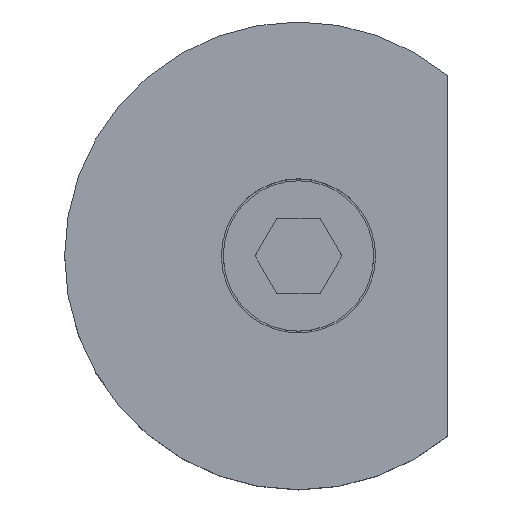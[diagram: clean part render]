
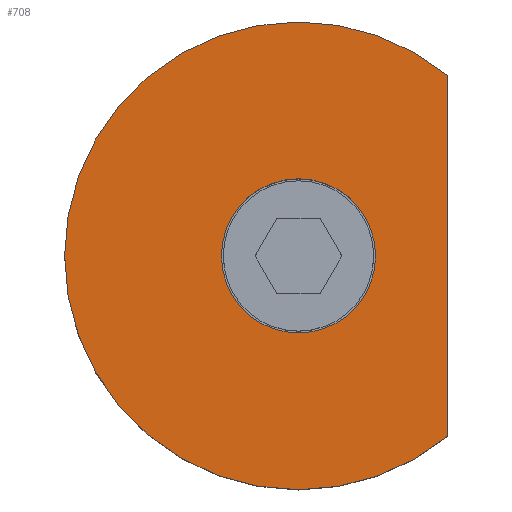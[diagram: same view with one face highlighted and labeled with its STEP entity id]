
A CAD part, top view. The second image highlights one B-rep face of the part: STEP entity #708.
In plain terms, the highlighted planar face has unit normal (0, 0, 1).
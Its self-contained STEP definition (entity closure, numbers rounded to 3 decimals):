
#6 = DIRECTION ( 'NONE',  ( 0., 1., 0. ) ) ;
#8 = CARTESIAN_POINT ( 'NONE',  ( 0., -4.102, 6.35 ) ) ;
#73 = EDGE_CURVE ( 'NONE', #679, #785, #995, .T. ) ;
#76 = EDGE_LOOP ( 'NONE', ( #796, #471 ) ) ;
#123 = CARTESIAN_POINT ( 'NONE',  ( 0., 0., 6.35 ) ) ;
#156 = PLANE ( 'NONE',  #962 ) ;
#165 = FACE_BOUND ( 'NONE', #76, .T. ) ;
#196 = EDGE_CURVE ( 'NONE', #996, #679, #397, .T. ) ;
#213 = EDGE_CURVE ( 'NONE', #785, #967, #1018, .T. ) ;
#224 = CARTESIAN_POINT ( 'NONE',  ( 0., 4.102, 6.35 ) ) ;
#238 = FACE_OUTER_BOUND ( 'NONE', #324, .T. ) ;
#259 = AXIS2_PLACEMENT_3D ( 'NONE', #346, #841, #1013 ) ;
#261 = DIRECTION ( 'NONE',  ( 0., 0., 1. ) ) ;
#300 = CARTESIAN_POINT ( 'NONE',  ( 0., 0., 6.35 ) ) ;
#309 = DIRECTION ( 'NONE',  ( 0., 0., 1. ) ) ;
#324 = EDGE_LOOP ( 'NONE', ( #621, #696, #1056, #452 ) ) ;
#341 = VECTOR ( 'NONE', #6, 1000. ) ;
#346 = CARTESIAN_POINT ( 'NONE',  ( 0., 0., 6.35 ) ) ;
#373 = EDGE_CURVE ( 'NONE', #967, #996, #882, .T. ) ;
#397 = CIRCLE ( 'NONE', #571, 12.446 ) ;
#411 = CARTESIAN_POINT ( 'NONE',  ( 0., 12.446, 6.35 ) ) ;
#452 = ORIENTED_EDGE ( 'NONE', *, *, #213, .T. ) ;
#471 = ORIENTED_EDGE ( 'NONE', *, *, #575, .F. ) ;
#480 = DIRECTION ( 'NONE',  ( 0., -1., 0. ) ) ;
#493 = DIRECTION ( 'NONE',  ( 0., -1., 0. ) ) ;
#499 = CARTESIAN_POINT ( 'NONE',  ( 7.925, 0., 6.35 ) ) ;
#536 = CARTESIAN_POINT ( 'NONE',  ( 7.925, -9.597, 6.35 ) ) ;
#538 = CIRCLE ( 'NONE', #838, 4.102 ) ;
#544 = DIRECTION ( 'NONE',  ( 0., -1., 0. ) ) ;
#571 = AXIS2_PLACEMENT_3D ( 'NONE', #806, #261, #493 ) ;
#575 = EDGE_CURVE ( 'NONE', #724, #987, #720, .T. ) ;
#621 = ORIENTED_EDGE ( 'NONE', *, *, #373, .T. ) ;
#644 = CARTESIAN_POINT ( 'NONE',  ( 7.925, 9.597, 6.35 ) ) ;
#678 = DIRECTION ( 'NONE',  ( 0., 0., 1. ) ) ;
#679 = VERTEX_POINT ( 'NONE', #783 ) ;
#696 = ORIENTED_EDGE ( 'NONE', *, *, #196, .T. ) ;
#702 = AXIS2_PLACEMENT_3D ( 'NONE', #880, #979, #480 ) ;
#708 = ADVANCED_FACE ( 'NONE', ( #165, #238 ), #156, .T. ) ;
#720 = CIRCLE ( 'NONE', #730, 4.102 ) ;
#724 = VERTEX_POINT ( 'NONE', #224 ) ;
#730 = AXIS2_PLACEMENT_3D ( 'NONE', #123, #678, #934 ) ;
#739 = EDGE_CURVE ( 'NONE', #987, #724, #538, .T. ) ;
#783 = CARTESIAN_POINT ( 'NONE',  ( 0., -12.446, 6.35 ) ) ;
#785 = VERTEX_POINT ( 'NONE', #536 ) ;
#796 = ORIENTED_EDGE ( 'NONE', *, *, #739, .F. ) ;
#806 = CARTESIAN_POINT ( 'NONE',  ( 0., 0., 6.35 ) ) ;
#838 = AXIS2_PLACEMENT_3D ( 'NONE', #300, #1033, #1044 ) ;
#841 = DIRECTION ( 'NONE',  ( 0., 0., 1. ) ) ;
#880 = CARTESIAN_POINT ( 'NONE',  ( 0., 0., 6.35 ) ) ;
#882 = CIRCLE ( 'NONE', #259, 12.446 ) ;
#934 = DIRECTION ( 'NONE',  ( 0., -1., 0. ) ) ;
#958 = CARTESIAN_POINT ( 'NONE',  ( 0., 0., 6.35 ) ) ;
#962 = AXIS2_PLACEMENT_3D ( 'NONE', #958, #309, #544 ) ;
#967 = VERTEX_POINT ( 'NONE', #644 ) ;
#979 = DIRECTION ( 'NONE',  ( 0., 0., 1. ) ) ;
#987 = VERTEX_POINT ( 'NONE', #8 ) ;
#995 = CIRCLE ( 'NONE', #702, 12.446 ) ;
#996 = VERTEX_POINT ( 'NONE', #411 ) ;
#1013 = DIRECTION ( 'NONE',  ( 0., -1., 0. ) ) ;
#1018 = LINE ( 'NONE', #499, #341 ) ;
#1033 = DIRECTION ( 'NONE',  ( 0., 0., 1. ) ) ;
#1044 = DIRECTION ( 'NONE',  ( 0., -1., 0. ) ) ;
#1056 = ORIENTED_EDGE ( 'NONE', *, *, #73, .T. ) ;
